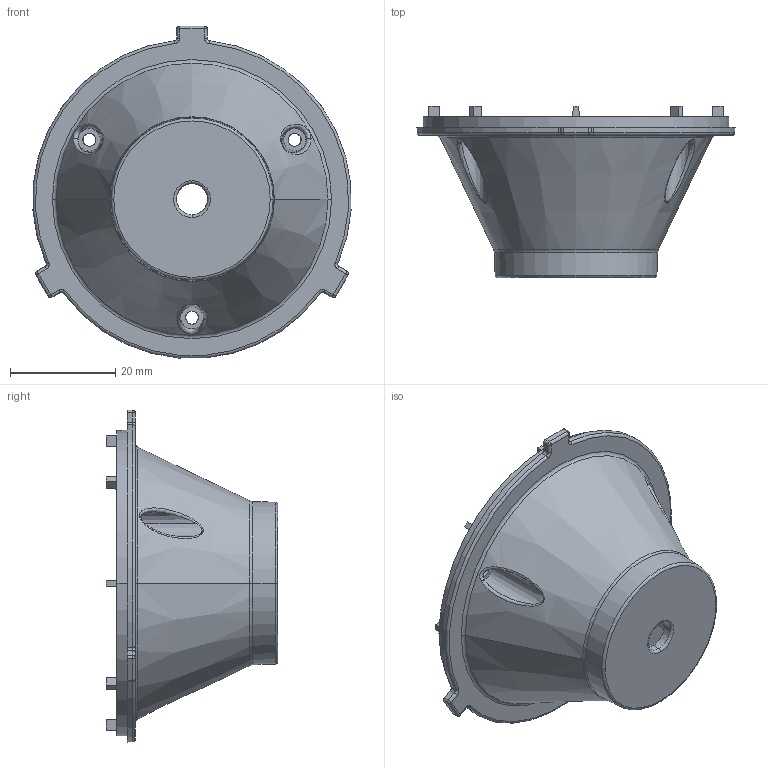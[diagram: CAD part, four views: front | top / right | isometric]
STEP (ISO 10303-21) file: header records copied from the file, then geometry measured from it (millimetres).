
FILE_DESCRIPTION((''),'2;1');
FILE_NAME('OC00001','2013-03-18T',('bockenstedt'),(''),'PRO/ENGINEER BY PARAMETRIC TECHNOLOGY CORPORATION, 2012060','PRO/ENGINEER BY PARAMETRIC TECHNOLOGY CORPORATION, 2012060','');
FILE_SCHEMA(('CONFIG_CONTROL_DESIGN'));
Length unit declared in the file: millimetre
Products named in the file (1): OC00001
Bounding box: 60.34 x 32.5 x 62.99 mm (x, y, z)
Volume: 10237.1 mm3; surface area: 11870.8 mm2
Topology: 1 solids, 1 shells, 449 faces, 1083 edges, 644 vertices
Faces by surface type: bspline 109, plane 109, cylinder 97, cone 52, torus 42, sphere 40
Entity records: 18683 total; most frequent: CARTESIAN_POINT 9060, ORIENTED_EDGE 2166, DIRECTION 1799, EDGE_CURVE 1083, AXIS2_PLACEMENT_3D 716, VERTEX_POINT 644, EDGE_LOOP 465, FACE_OUTER_BOUND 449
